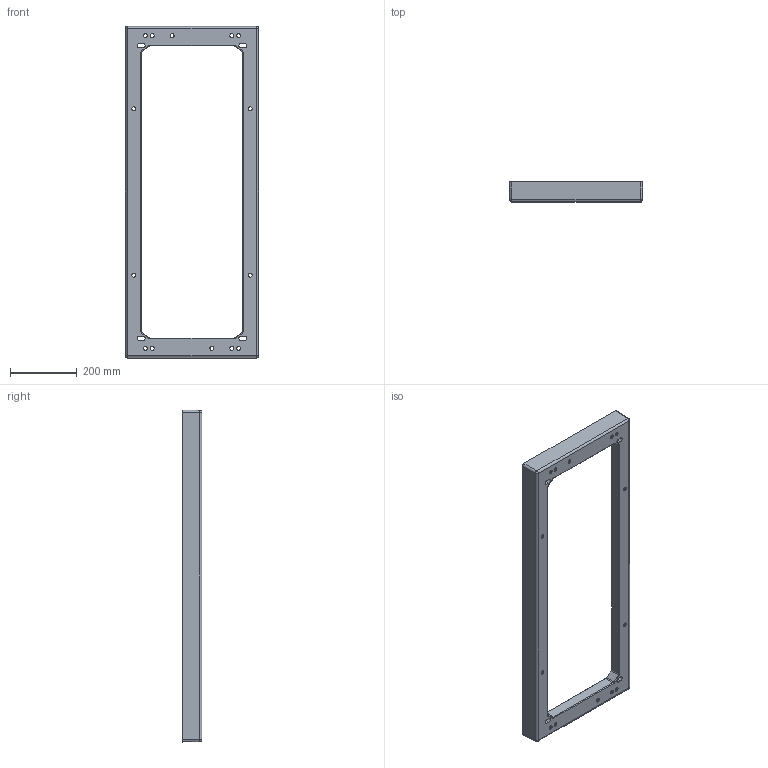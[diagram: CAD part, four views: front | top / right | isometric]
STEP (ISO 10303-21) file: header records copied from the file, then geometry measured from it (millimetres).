
FILE_DESCRIPTION (( 'STEP AP214' ), '1' );
FILE_NAME ('0947375 ZOCALO ZP MX4-1000.STEP', '2021-11-08T07:27:10', ( '' ), ( '' ), 'SwSTEP 2.0', 'SolidWorks 2018', '' );
FILE_SCHEMA (( 'AUTOMOTIVE_DESIGN' ));
Length unit declared in the file: millimetre
Products named in the file (1): 0947375 ZOCALO ZP MX4-1000
Bounding box: 401.14 x 60 x 998.14 mm (x, y, z)
Volume: 1662025.6 mm3; surface area: 760620.3 mm2
Topology: 1 solids, 1 shells, 1291 faces, 3144 edges, 1700 vertices
Faces by surface type: cylinder 524, bspline 316, plane 211, sphere 136, torus 56, cone 48
Entity records: 43652 total; most frequent: CARTESIAN_POINT 17180, ORIENTED_EDGE 5976, DIRECTION 5216, EDGE_CURVE 2988, AXIS2_PLACEMENT_3D 2036, VERTEX_POINT 1700, EDGE_LOOP 1330, ADVANCED_FACE 1291
